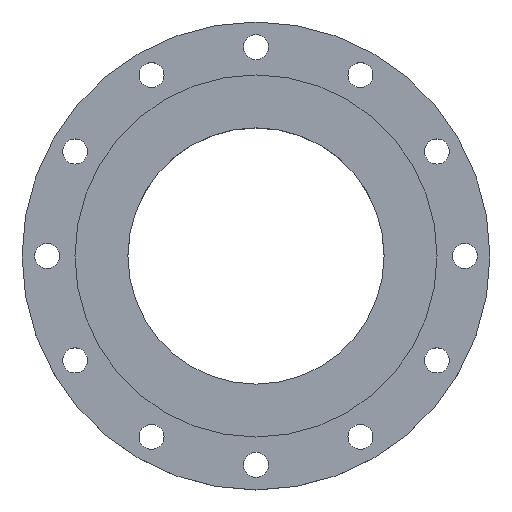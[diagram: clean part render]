
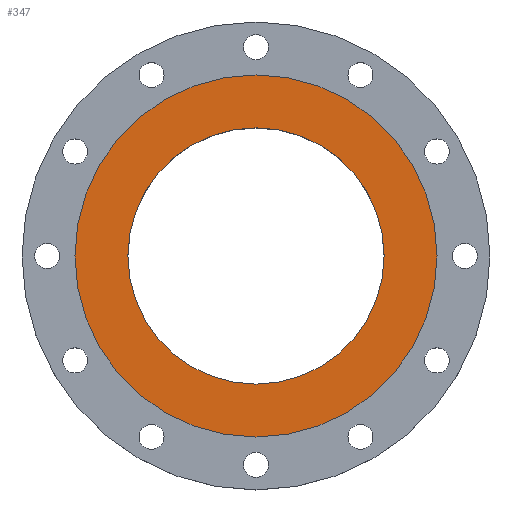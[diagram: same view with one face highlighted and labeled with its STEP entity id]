
A CAD part, top view. The second image highlights one B-rep face of the part: STEP entity #347.
In plain terms, the highlighted planar face has unit normal (0, 0, 1).
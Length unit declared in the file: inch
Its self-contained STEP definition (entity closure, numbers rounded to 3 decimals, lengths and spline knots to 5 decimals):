
#29 = DIRECTION ( 'NONE',  ( 1., 0., 0. ) ) ;
#35 = AXIS2_PLACEMENT_3D ( 'NONE', #807, #960, #232 ) ;
#41 = VERTEX_POINT ( 'NONE', #1382 ) ;
#51 = DIRECTION ( 'NONE',  ( 0., 0., 1. ) ) ;
#108 = AXIS2_PLACEMENT_3D ( 'NONE', #150, #51, #1203 ) ;
#123 = VERTEX_POINT ( 'NONE', #1301 ) ;
#127 = DIRECTION ( 'NONE',  ( 0., 0., 1. ) ) ;
#150 = CARTESIAN_POINT ( 'NONE',  ( 0., 0., 0. ) ) ;
#160 = EDGE_CURVE ( 'NONE', #1473, #41, #1038, .T. ) ;
#210 = FACE_OUTER_BOUND ( 'NONE', #565, .T. ) ;
#232 = DIRECTION ( 'NONE',  ( 1., 0., 0. ) ) ;
#347 = ADVANCED_FACE ( 'NONE', ( #432, #210 ), #673, .F. ) ;
#410 = VERTEX_POINT ( 'NONE', #1054 ) ;
#432 = FACE_BOUND ( 'NONE', #758, .T. ) ;
#565 = EDGE_LOOP ( 'NONE', ( #658, #1061 ) ) ;
#593 = EDGE_CURVE ( 'NONE', #41, #1473, #1133, .T. ) ;
#614 = AXIS2_PLACEMENT_3D ( 'NONE', #1028, #795, #1483 ) ;
#658 = ORIENTED_EDGE ( 'NONE', *, *, #682, .T. ) ;
#673 = PLANE ( 'NONE',  #614 ) ;
#682 = EDGE_CURVE ( 'NONE', #123, #410, #1257, .T. ) ;
#699 = ORIENTED_EDGE ( 'NONE', *, *, #160, .F. ) ;
#702 = CARTESIAN_POINT ( 'NONE',  ( 0., 0., 0. ) ) ;
#752 = EDGE_CURVE ( 'NONE', #410, #123, #1309, .T. ) ;
#758 = EDGE_LOOP ( 'NONE', ( #992, #699 ) ) ;
#795 = DIRECTION ( 'NONE',  ( 0., 0., -1. ) ) ;
#807 = CARTESIAN_POINT ( 'NONE',  ( 0., 0., 0. ) ) ;
#864 = CARTESIAN_POINT ( 'NONE',  ( -5.75, 0., 0. ) ) ;
#960 = DIRECTION ( 'NONE',  ( 0., 0., 1. ) ) ;
#992 = ORIENTED_EDGE ( 'NONE', *, *, #593, .F. ) ;
#1025 = DIRECTION ( 'NONE',  ( 1., 0., 0. ) ) ;
#1028 = CARTESIAN_POINT ( 'NONE',  ( 0., 5.75, 0. ) ) ;
#1038 = CIRCLE ( 'NONE', #35, 5.75 ) ;
#1054 = CARTESIAN_POINT ( 'NONE',  ( -8.125, 0., 0. ) ) ;
#1061 = ORIENTED_EDGE ( 'NONE', *, *, #752, .T. ) ;
#1129 = CARTESIAN_POINT ( 'NONE',  ( 0., 0., 0. ) ) ;
#1133 = CIRCLE ( 'NONE', #1285, 5.75 ) ;
#1187 = AXIS2_PLACEMENT_3D ( 'NONE', #1129, #1397, #1025 ) ;
#1203 = DIRECTION ( 'NONE',  ( 1., 0., 0. ) ) ;
#1257 = CIRCLE ( 'NONE', #108, 8.125 ) ;
#1285 = AXIS2_PLACEMENT_3D ( 'NONE', #702, #127, #29 ) ;
#1301 = CARTESIAN_POINT ( 'NONE',  ( 8.125, 0., 0. ) ) ;
#1309 = CIRCLE ( 'NONE', #1187, 8.125 ) ;
#1382 = CARTESIAN_POINT ( 'NONE',  ( 5.75, 0., 0. ) ) ;
#1397 = DIRECTION ( 'NONE',  ( 0., 0., 1. ) ) ;
#1473 = VERTEX_POINT ( 'NONE', #864 ) ;
#1483 = DIRECTION ( 'NONE',  ( -1., 0., 0. ) ) ;
